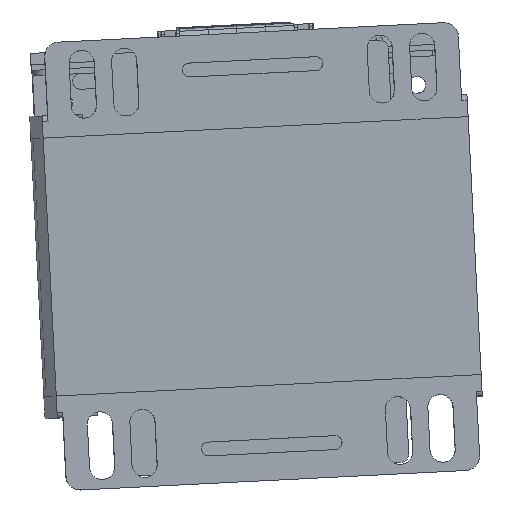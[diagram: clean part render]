
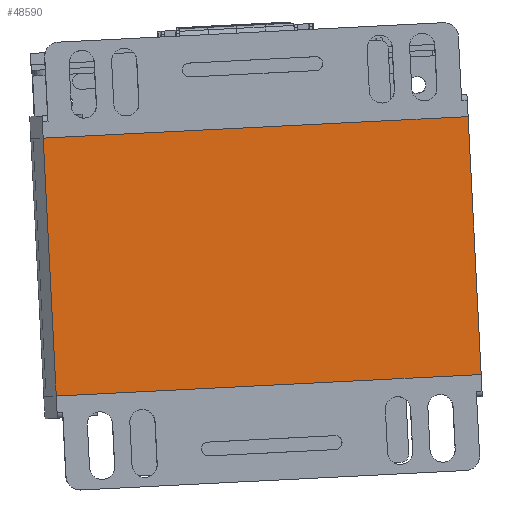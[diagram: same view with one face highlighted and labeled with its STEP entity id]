
A CAD part, front view. The second image highlights one B-rep face of the part: STEP entity #48590.
In plain terms, the highlighted face is planar.
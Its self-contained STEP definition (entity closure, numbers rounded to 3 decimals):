
#480 = PLANE ( 'NONE',  #57655 ) ;
#831 = DIRECTION ( 'NONE',  ( 0., 1., 0. ) ) ;
#895 = CARTESIAN_POINT ( 'NONE',  ( -159.761, 0., 0. ) ) ;
#2139 = EDGE_LOOP ( 'NONE', ( #60178, #20447, #20037, #25055 ) ) ;
#2320 = EDGE_CURVE ( 'NONE', #22341, #36060, #44085, .T. ) ;
#3150 = DIRECTION ( 'NONE',  ( 1., 0., 0. ) ) ;
#4618 = VERTEX_POINT ( 'NONE', #12104 ) ;
#5099 = VECTOR ( 'NONE', #33740, 1000. ) ;
#7749 = LINE ( 'NONE', #12933, #5099 ) ;
#8579 = DIRECTION ( 'NONE',  ( 0., 0., -1. ) ) ;
#8884 = EDGE_CURVE ( 'NONE', #4618, #38504, #51067, .T. ) ;
#12104 = CARTESIAN_POINT ( 'NONE',  ( -159.761, 0., 91. ) ) ;
#12933 = CARTESIAN_POINT ( 'NONE',  ( -159.761, 0., 91. ) ) ;
#13649 = CARTESIAN_POINT ( 'NONE',  ( -159.761, 0., 91. ) ) ;
#14479 = DIRECTION ( 'NONE',  ( 0., 0., 1. ) ) ;
#20037 = ORIENTED_EDGE ( 'NONE', *, *, #8884, .F. ) ;
#20447 = ORIENTED_EDGE ( 'NONE', *, *, #52066, .F. ) ;
#22341 = VERTEX_POINT ( 'NONE', #895 ) ;
#24867 = LINE ( 'NONE', #34922, #42293 ) ;
#25055 = ORIENTED_EDGE ( 'NONE', *, *, #40304, .T. ) ;
#33740 = DIRECTION ( 'NONE',  ( 0., 0., -1. ) ) ;
#34922 = CARTESIAN_POINT ( 'NONE',  ( -9.761, 0., 91. ) ) ;
#36060 = VERTEX_POINT ( 'NONE', #54237 ) ;
#38504 = VERTEX_POINT ( 'NONE', #38572 ) ;
#38572 = CARTESIAN_POINT ( 'NONE',  ( -9.761, 0., 91. ) ) ;
#40304 = EDGE_CURVE ( 'NONE', #4618, #22341, #7749, .T. ) ;
#40824 = CARTESIAN_POINT ( 'NONE',  ( -159.761, 0., 91. ) ) ;
#42293 = VECTOR ( 'NONE', #8579, 1000. ) ;
#44085 = LINE ( 'NONE', #61033, #60555 ) ;
#47976 = FACE_OUTER_BOUND ( 'NONE', #2139, .T. ) ;
#48590 = ADVANCED_FACE ( 'NONE', ( #47976 ), #480, .F. ) ;
#51067 = LINE ( 'NONE', #13649, #54075 ) ;
#52066 = EDGE_CURVE ( 'NONE', #38504, #36060, #24867, .T. ) ;
#54075 = VECTOR ( 'NONE', #67392, 1000. ) ;
#54237 = CARTESIAN_POINT ( 'NONE',  ( -9.761, 0., 0. ) ) ;
#57655 = AXIS2_PLACEMENT_3D ( 'NONE', #40824, #831, #14479 ) ;
#60178 = ORIENTED_EDGE ( 'NONE', *, *, #2320, .T. ) ;
#60555 = VECTOR ( 'NONE', #3150, 1000. ) ;
#61033 = CARTESIAN_POINT ( 'NONE',  ( -159.761, 0., 0. ) ) ;
#67392 = DIRECTION ( 'NONE',  ( 1., 0., 0. ) ) ;
